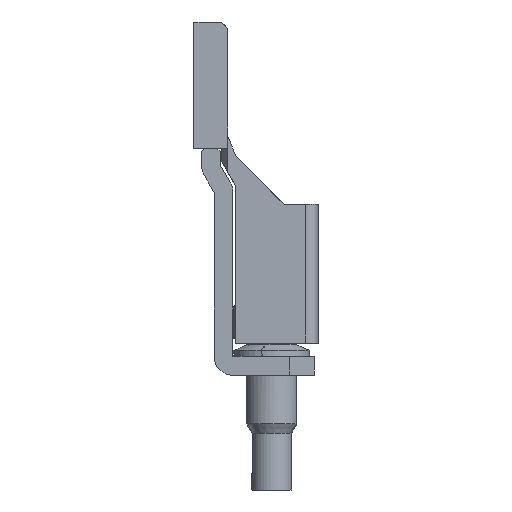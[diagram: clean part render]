
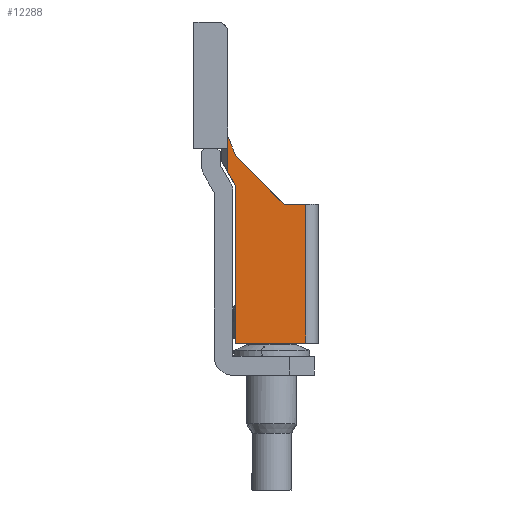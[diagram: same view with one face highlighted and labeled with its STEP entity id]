
A CAD part, left-side view. The second image highlights one B-rep face of the part: STEP entity #12288.
In plain terms, the highlighted planar face has unit normal (-1, 0, 0).
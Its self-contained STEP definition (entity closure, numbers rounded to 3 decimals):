
#12227=AXIS2_PLACEMENT_3D('Plane Axis2P3D',#12224,#12225,#12226) ;
#8890=CARTESIAN_POINT('Vertex',(1.875,7.15,28.015)) ;
#9343=CARTESIAN_POINT('Vertex',(1.875,7.15,27.1)) ;
#9346=CARTESIAN_POINT('Line Origine',(1.875,7.15,27.307)) ;
#9350=CARTESIAN_POINT('Vertex',(1.875,7.15,27.514)) ;
#9353=CARTESIAN_POINT('Line Origine',(1.875,7.15,27.764)) ;
#10365=CARTESIAN_POINT('Line Origine',(1.875,6.827,27.234)) ;
#10369=CARTESIAN_POINT('Vertex',(1.875,6.503,26.453)) ;
#12224=CARTESIAN_POINT('Axis2P3D Location',(1.875,9.85,11.65)) ;
#12229=CARTESIAN_POINT('Line Origine',(1.875,7.15,26.145)) ;
#12233=CARTESIAN_POINT('Vertex',(1.875,7.15,25.189)) ;
#12236=CARTESIAN_POINT('Line Origine',(1.875,6.85,24.67)) ;
#12240=CARTESIAN_POINT('Vertex',(1.875,6.55,24.15)) ;
#12243=CARTESIAN_POINT('Line Origine',(1.875,6.55,17.9)) ;
#12247=CARTESIAN_POINT('Vertex',(1.875,6.55,11.65)) ;
#12250=CARTESIAN_POINT('Line Origine',(1.875,3.775,11.65)) ;
#12254=CARTESIAN_POINT('Vertex',(1.875,1.,11.65)) ;
#12257=CARTESIAN_POINT('Line Origine',(1.875,1.,17.15)) ;
#12261=CARTESIAN_POINT('Vertex',(1.875,1.,22.65)) ;
#12264=CARTESIAN_POINT('Line Origine',(1.875,1.85,22.65)) ;
#12268=CARTESIAN_POINT('Vertex',(1.875,2.7,22.65)) ;
#12271=CARTESIAN_POINT('Line Origine',(1.875,4.602,24.552)) ;
#9347=DIRECTION('Vector Direction',(0.,0.,-1.)) ;
#9354=DIRECTION('Vector Direction',(0.,0.,-1.)) ;
#10366=DIRECTION('Vector Direction',(0.,-0.383,-0.924)) ;
#12225=DIRECTION('Axis2P3D Direction',(-1.,0.,0.)) ;
#12226=DIRECTION('Axis2P3D XDirection',(0.,-1.,0.)) ;
#12230=DIRECTION('Vector Direction',(0.,0.,-1.)) ;
#12237=DIRECTION('Vector Direction',(0.,-0.5,-0.866)) ;
#12244=DIRECTION('Vector Direction',(0.,0.,-1.)) ;
#12251=DIRECTION('Vector Direction',(0.,-1.,0.)) ;
#12258=DIRECTION('Vector Direction',(0.,0.,1.)) ;
#12265=DIRECTION('Vector Direction',(0.,-1.,0.)) ;
#12272=DIRECTION('Vector Direction',(0.,-0.707,-0.707)) ;
#9348=VECTOR('Line Direction',#9347,1.) ;
#9355=VECTOR('Line Direction',#9354,1.) ;
#10367=VECTOR('Line Direction',#10366,1.) ;
#12231=VECTOR('Line Direction',#12230,1.) ;
#12238=VECTOR('Line Direction',#12237,1.) ;
#12245=VECTOR('Line Direction',#12244,1.) ;
#12252=VECTOR('Line Direction',#12251,1.) ;
#12259=VECTOR('Line Direction',#12258,1.) ;
#12266=VECTOR('Line Direction',#12265,1.) ;
#12273=VECTOR('Line Direction',#12272,1.) ;
#12277=ORIENTED_EDGE('',*,*,#12235,.T.) ;
#12278=ORIENTED_EDGE('',*,*,#12242,.F.) ;
#12279=ORIENTED_EDGE('',*,*,#12249,.F.) ;
#12280=ORIENTED_EDGE('',*,*,#12256,.F.) ;
#12281=ORIENTED_EDGE('',*,*,#12263,.T.) ;
#12282=ORIENTED_EDGE('',*,*,#12270,.F.) ;
#12283=ORIENTED_EDGE('',*,*,#12275,.F.) ;
#12284=ORIENTED_EDGE('',*,*,#10371,.T.) ;
#12285=ORIENTED_EDGE('',*,*,#9357,.T.) ;
#12286=ORIENTED_EDGE('',*,*,#9352,.T.) ;
#12288=ADVANCED_FACE('ISTE WQV35/10.1\\K\X2\00F6\X0\rper.2 ( *SOL1 - wsp *MASTER -  )',(#12287),#12228,.T.) ;
#9352=EDGE_CURVE('',#9351,#9344,#9349,.T.) ;
#9357=EDGE_CURVE('',#8891,#9351,#9356,.T.) ;
#10371=EDGE_CURVE('',#10370,#8891,#10368,.F.) ;
#12235=EDGE_CURVE('',#9344,#12234,#12232,.T.) ;
#12242=EDGE_CURVE('',#12241,#12234,#12239,.F.) ;
#12249=EDGE_CURVE('',#12248,#12241,#12246,.F.) ;
#12256=EDGE_CURVE('',#12255,#12248,#12253,.F.) ;
#12263=EDGE_CURVE('',#12255,#12262,#12260,.T.) ;
#12270=EDGE_CURVE('',#12269,#12262,#12267,.T.) ;
#12275=EDGE_CURVE('',#10370,#12269,#12274,.T.) ;
#12276=EDGE_LOOP('',(#12277,#12278,#12279,#12280,#12281,#12282,#12283,#12284,#12285,#12286)) ;
#12287=FACE_OUTER_BOUND('',#12276,.T.) ;
#9349=LINE('Line',#9346,#9348) ;
#9356=LINE('Line',#9353,#9355) ;
#10368=LINE('Line',#10365,#10367) ;
#12232=LINE('Line',#12229,#12231) ;
#12239=LINE('Line',#12236,#12238) ;
#12246=LINE('Line',#12243,#12245) ;
#12253=LINE('Line',#12250,#12252) ;
#12260=LINE('Line',#12257,#12259) ;
#12267=LINE('Line',#12264,#12266) ;
#12274=LINE('Line',#12271,#12273) ;
#12228=PLANE('',#12227) ;
#8891=VERTEX_POINT('',#8890) ;
#9344=VERTEX_POINT('',#9343) ;
#9351=VERTEX_POINT('',#9350) ;
#10370=VERTEX_POINT('',#10369) ;
#12234=VERTEX_POINT('',#12233) ;
#12241=VERTEX_POINT('',#12240) ;
#12248=VERTEX_POINT('',#12247) ;
#12255=VERTEX_POINT('',#12254) ;
#12262=VERTEX_POINT('',#12261) ;
#12269=VERTEX_POINT('',#12268) ;
